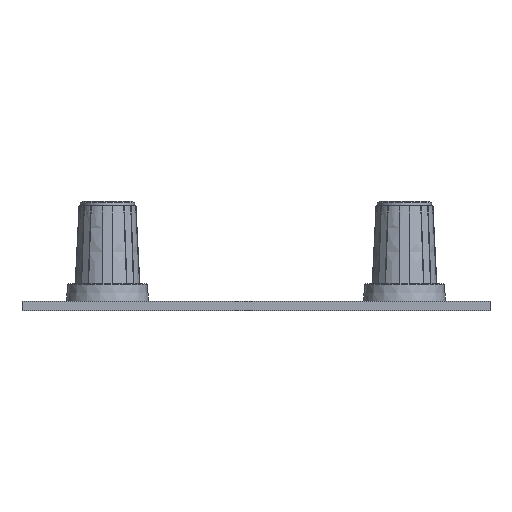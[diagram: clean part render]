
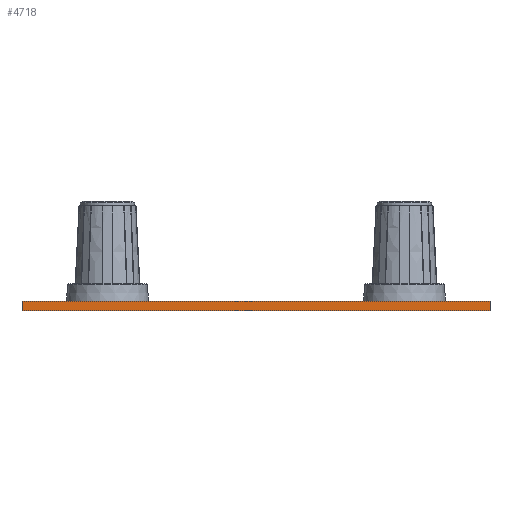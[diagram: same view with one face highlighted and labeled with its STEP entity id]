
A CAD part, front view. The second image highlights one B-rep face of the part: STEP entity #4718.
In plain terms, the highlighted planar face has unit normal (0, -1, 0).
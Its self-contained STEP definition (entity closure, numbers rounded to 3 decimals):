
#4602 = EDGE_CURVE('',#4603,#4605,#4607,.T.);
#4603 = VERTEX_POINT('',#4604);
#4604 = CARTESIAN_POINT('',(-40.5,-64.25,0.));
#4605 = VERTEX_POINT('',#4606);
#4606 = CARTESIAN_POINT('',(-40.5,-64.25,1.6));
#4607 = SURFACE_CURVE('',#4608,(#4612,#4624),.PCURVE_S1.);
#4608 = LINE('',#4609,#4610);
#4609 = CARTESIAN_POINT('',(-40.5,-64.25,0.));
#4610 = VECTOR('',#4611,1.);
#4611 = DIRECTION('',(0.,0.,1.));
#4612 = PCURVE('',#4613,#4618);
#4613 = PLANE('',#4614);
#4614 = AXIS2_PLACEMENT_3D('',#4615,#4616,#4617);
#4615 = CARTESIAN_POINT('',(-40.5,-64.25,0.));
#4616 = DIRECTION('',(-1.,0.,0.));
#4617 = DIRECTION('',(0.,1.,0.));
#4618 = DEFINITIONAL_REPRESENTATION('',(#4619),#4623);
#4619 = LINE('',#4620,#4621);
#4620 = CARTESIAN_POINT('',(0.,0.));
#4621 = VECTOR('',#4622,1.);
#4622 = DIRECTION('',(0.,-1.));
#4623 = ( GEOMETRIC_REPRESENTATION_CONTEXT(2) 
PARAMETRIC_REPRESENTATION_CONTEXT() REPRESENTATION_CONTEXT('2D SPACE',''
  ) );
#4624 = PCURVE('',#4625,#4630);
#4625 = PLANE('',#4626);
#4626 = AXIS2_PLACEMENT_3D('',#4627,#4628,#4629);
#4627 = CARTESIAN_POINT('',(40.5,-64.25,0.));
#4628 = DIRECTION('',(0.,-1.,0.));
#4629 = DIRECTION('',(-1.,0.,0.));
#4630 = DEFINITIONAL_REPRESENTATION('',(#4631),#4635);
#4631 = LINE('',#4632,#4633);
#4632 = CARTESIAN_POINT('',(81.,0.));
#4633 = VECTOR('',#4634,1.);
#4634 = DIRECTION('',(0.,-1.));
#4635 = ( GEOMETRIC_REPRESENTATION_CONTEXT(2) 
PARAMETRIC_REPRESENTATION_CONTEXT() REPRESENTATION_CONTEXT('2D SPACE',''
  ) );
#4653 = PLANE('',#4654);
#4654 = AXIS2_PLACEMENT_3D('',#4655,#4656,#4657);
#4655 = CARTESIAN_POINT('',(0.,0.,1.6));
#4656 = DIRECTION('',(-0.,-0.,-1.));
#4657 = DIRECTION('',(-1.,0.,0.));
#4707 = PLANE('',#4708);
#4708 = AXIS2_PLACEMENT_3D('',#4709,#4710,#4711);
#4709 = CARTESIAN_POINT('',(0.,0.,0.));
#4710 = DIRECTION('',(-0.,-0.,-1.));
#4711 = DIRECTION('',(-1.,0.,0.));
#4718 = ADVANCED_FACE('',(#4719),#4625,.T.);
#4719 = FACE_BOUND('',#4720,.T.);
#4720 = EDGE_LOOP('',(#4721,#4751,#4772,#4773));
#4721 = ORIENTED_EDGE('',*,*,#4722,.T.);
#4722 = EDGE_CURVE('',#4723,#4725,#4727,.T.);
#4723 = VERTEX_POINT('',#4724);
#4724 = CARTESIAN_POINT('',(40.5,-64.25,0.));
#4725 = VERTEX_POINT('',#4726);
#4726 = CARTESIAN_POINT('',(40.5,-64.25,1.6));
#4727 = SURFACE_CURVE('',#4728,(#4732,#4739),.PCURVE_S1.);
#4728 = LINE('',#4729,#4730);
#4729 = CARTESIAN_POINT('',(40.5,-64.25,0.));
#4730 = VECTOR('',#4731,1.);
#4731 = DIRECTION('',(0.,0.,1.));
#4732 = PCURVE('',#4625,#4733);
#4733 = DEFINITIONAL_REPRESENTATION('',(#4734),#4738);
#4734 = LINE('',#4735,#4736);
#4735 = CARTESIAN_POINT('',(0.,-0.));
#4736 = VECTOR('',#4737,1.);
#4737 = DIRECTION('',(0.,-1.));
#4738 = ( GEOMETRIC_REPRESENTATION_CONTEXT(2) 
PARAMETRIC_REPRESENTATION_CONTEXT() REPRESENTATION_CONTEXT('2D SPACE',''
  ) );
#4739 = PCURVE('',#4740,#4745);
#4740 = PLANE('',#4741);
#4741 = AXIS2_PLACEMENT_3D('',#4742,#4743,#4744);
#4742 = CARTESIAN_POINT('',(40.5,64.25,0.));
#4743 = DIRECTION('',(1.,0.,-0.));
#4744 = DIRECTION('',(0.,-1.,0.));
#4745 = DEFINITIONAL_REPRESENTATION('',(#4746),#4750);
#4746 = LINE('',#4747,#4748);
#4747 = CARTESIAN_POINT('',(128.5,0.));
#4748 = VECTOR('',#4749,1.);
#4749 = DIRECTION('',(0.,-1.));
#4750 = ( GEOMETRIC_REPRESENTATION_CONTEXT(2) 
PARAMETRIC_REPRESENTATION_CONTEXT() REPRESENTATION_CONTEXT('2D SPACE',''
  ) );
#4751 = ORIENTED_EDGE('',*,*,#4752,.T.);
#4752 = EDGE_CURVE('',#4725,#4605,#4753,.T.);
#4753 = SURFACE_CURVE('',#4754,(#4758,#4765),.PCURVE_S1.);
#4754 = LINE('',#4755,#4756);
#4755 = CARTESIAN_POINT('',(40.5,-64.25,1.6));
#4756 = VECTOR('',#4757,1.);
#4757 = DIRECTION('',(-1.,0.,0.));
#4758 = PCURVE('',#4625,#4759);
#4759 = DEFINITIONAL_REPRESENTATION('',(#4760),#4764);
#4760 = LINE('',#4761,#4762);
#4761 = CARTESIAN_POINT('',(0.,-1.6));
#4762 = VECTOR('',#4763,1.);
#4763 = DIRECTION('',(1.,0.));
#4764 = ( GEOMETRIC_REPRESENTATION_CONTEXT(2) 
PARAMETRIC_REPRESENTATION_CONTEXT() REPRESENTATION_CONTEXT('2D SPACE',''
  ) );
#4765 = PCURVE('',#4653,#4766);
#4766 = DEFINITIONAL_REPRESENTATION('',(#4767),#4771);
#4767 = LINE('',#4768,#4769);
#4768 = CARTESIAN_POINT('',(-40.5,-64.25));
#4769 = VECTOR('',#4770,1.);
#4770 = DIRECTION('',(1.,0.));
#4771 = ( GEOMETRIC_REPRESENTATION_CONTEXT(2) 
PARAMETRIC_REPRESENTATION_CONTEXT() REPRESENTATION_CONTEXT('2D SPACE',''
  ) );
#4772 = ORIENTED_EDGE('',*,*,#4602,.F.);
#4773 = ORIENTED_EDGE('',*,*,#4774,.F.);
#4774 = EDGE_CURVE('',#4723,#4603,#4775,.T.);
#4775 = SURFACE_CURVE('',#4776,(#4780,#4787),.PCURVE_S1.);
#4776 = LINE('',#4777,#4778);
#4777 = CARTESIAN_POINT('',(40.5,-64.25,0.));
#4778 = VECTOR('',#4779,1.);
#4779 = DIRECTION('',(-1.,0.,0.));
#4780 = PCURVE('',#4625,#4781);
#4781 = DEFINITIONAL_REPRESENTATION('',(#4782),#4786);
#4782 = LINE('',#4783,#4784);
#4783 = CARTESIAN_POINT('',(0.,-0.));
#4784 = VECTOR('',#4785,1.);
#4785 = DIRECTION('',(1.,0.));
#4786 = ( GEOMETRIC_REPRESENTATION_CONTEXT(2) 
PARAMETRIC_REPRESENTATION_CONTEXT() REPRESENTATION_CONTEXT('2D SPACE',''
  ) );
#4787 = PCURVE('',#4707,#4788);
#4788 = DEFINITIONAL_REPRESENTATION('',(#4789),#4793);
#4789 = LINE('',#4790,#4791);
#4790 = CARTESIAN_POINT('',(-40.5,-64.25));
#4791 = VECTOR('',#4792,1.);
#4792 = DIRECTION('',(1.,0.));
#4793 = ( GEOMETRIC_REPRESENTATION_CONTEXT(2) 
PARAMETRIC_REPRESENTATION_CONTEXT() REPRESENTATION_CONTEXT('2D SPACE',''
  ) );
